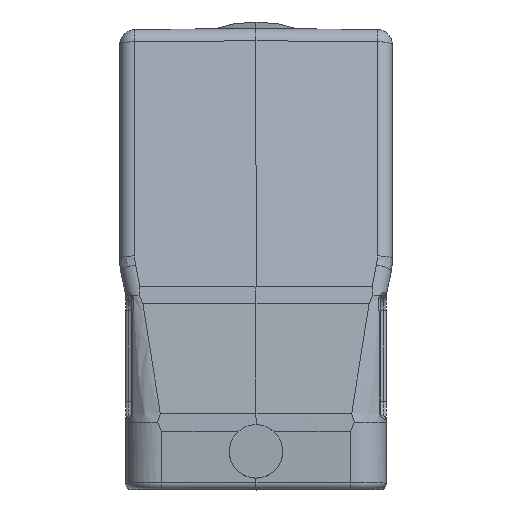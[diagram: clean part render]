
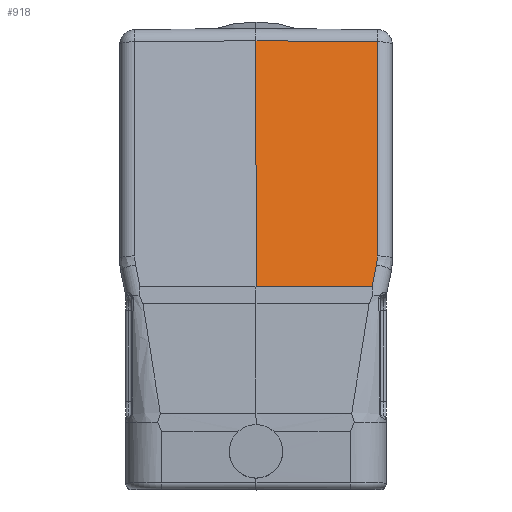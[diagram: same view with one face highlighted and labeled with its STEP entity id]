
A CAD part, top view. The second image highlights one B-rep face of the part: STEP entity #918.
In plain terms, the highlighted planar face has unit normal (0.009, 0.19, 0.982).
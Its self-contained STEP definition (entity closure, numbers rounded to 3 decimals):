
#918=ADVANCED_FACE('',(#1815),#1546,.T.);
#1546=PLANE('',#10930);
#1815=FACE_OUTER_BOUND('',#2447,.T.);
#2447=EDGE_LOOP('',(#5324,#5325,#5326,#5327,#5328,#5329));
#3102=B_SPLINE_CURVE_WITH_KNOTS('',3,(#14695,#14696,#14697,#14698),
 .UNSPECIFIED.,.F.,.F.,(4,4),(0.,1.),.UNSPECIFIED.);
#3653=LINE('',#14691,#4414);
#3664=LINE('',#14929,#4425);
#3665=LINE('',#14931,#4426);
#3666=LINE('',#14933,#4427);
#3667=LINE('',#14935,#4428);
#4414=VECTOR('',#11976,1.);
#4425=VECTOR('',#12027,1.);
#4426=VECTOR('',#12030,1.);
#4427=VECTOR('',#12031,1.);
#4428=VECTOR('',#12032,1.);
#5324=ORIENTED_EDGE('',*,*,#9377,.F.);
#5325=ORIENTED_EDGE('',*,*,#9375,.T.);
#5326=ORIENTED_EDGE('',*,*,#9410,.F.);
#5327=ORIENTED_EDGE('',*,*,#9411,.F.);
#5328=ORIENTED_EDGE('',*,*,#9412,.F.);
#5329=ORIENTED_EDGE('',*,*,#9413,.F.);
#8375=VERTEX_POINT('',#14690);
#8376=VERTEX_POINT('',#14692);
#8377=VERTEX_POINT('',#14699);
#8398=VERTEX_POINT('',#14928);
#8399=VERTEX_POINT('',#14932);
#8400=VERTEX_POINT('',#14934);
#9375=EDGE_CURVE('',#8376,#8375,#3653,.T.);
#9377=EDGE_CURVE('',#8376,#8377,#3102,.T.);
#9410=EDGE_CURVE('',#8398,#8375,#3664,.T.);
#9411=EDGE_CURVE('',#8399,#8398,#3665,.T.);
#9412=EDGE_CURVE('',#8400,#8399,#3666,.T.);
#9413=EDGE_CURVE('',#8377,#8400,#3667,.T.);
#10930=AXIS2_PLACEMENT_3D('',#14936,#12033,#12034);
#11976=DIRECTION('',(0.,0.982,-0.19));
#12027=DIRECTION('',(1.,-0.009,-0.007));
#12030=DIRECTION('',(0.,0.982,-0.19));
#12031=DIRECTION('',(-1.,0.,0.009));
#12032=DIRECTION('',(-0.193,-0.963,0.188));
#12033=DIRECTION('',(0.009,0.19,0.982));
#12034=DIRECTION('',(0.,-0.982,0.19));
#14690=CARTESIAN_POINT('',(20.022,19.215,36.497));
#14691=CARTESIAN_POINT('',(20.022,-16.12,43.323));
#14692=CARTESIAN_POINT('',(20.022,-16.12,43.323));
#14695=CARTESIAN_POINT('',(20.022,-16.12,43.323));
#14696=CARTESIAN_POINT('',(20.022,-16.614,43.419));
#14697=CARTESIAN_POINT('',(19.973,-17.107,43.514));
#14698=CARTESIAN_POINT('',(19.876,-17.591,43.609));
#14699=CARTESIAN_POINT('',(19.876,-17.591,43.609));
#14928=CARTESIAN_POINT('',(0.,19.39,36.641));
#14929=CARTESIAN_POINT('',(0.,19.39,36.641));
#14931=CARTESIAN_POINT('',(0.,-21.241,44.49));
#14932=CARTESIAN_POINT('',(0.,-21.241,44.49));
#14933=CARTESIAN_POINT('',(19.146,-21.241,44.32));
#14934=CARTESIAN_POINT('',(19.146,-21.241,44.32));
#14935=CARTESIAN_POINT('',(19.876,-17.591,43.609));
#14936=CARTESIAN_POINT('',(0.,-22.585,44.75));
